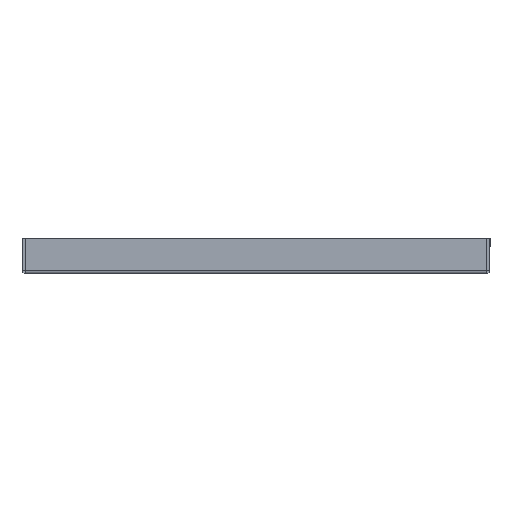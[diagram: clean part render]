
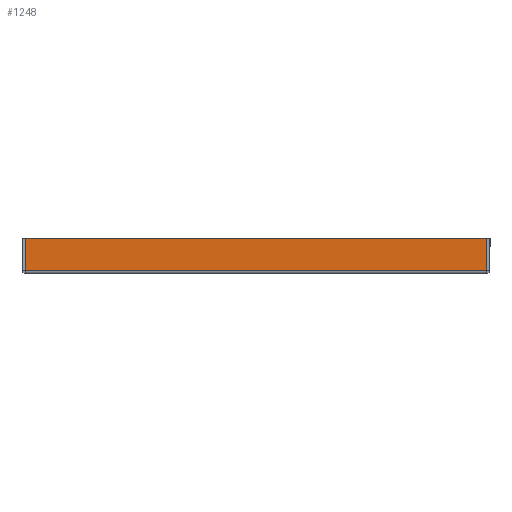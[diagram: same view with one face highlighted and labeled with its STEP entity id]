
A CAD part, left-side view. The second image highlights one B-rep face of the part: STEP entity #1248.
In plain terms, the highlighted planar face has unit normal (-1, 0, 0).
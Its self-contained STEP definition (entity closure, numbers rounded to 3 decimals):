
#640 = CARTESIAN_POINT ( 'NONE',  ( -848.5, -105.99, 1.6 ) ) ;
#646 = DIRECTION ( 'NONE',  ( 0., 1., 0. ) ) ;
#766 = AXIS2_PLACEMENT_3D ( 'NONE', #1951, #1932, #1927 ) ;
#889 = EDGE_CURVE ( 'NONE', #2569, #2617, #1539, .T. ) ;
#895 = EDGE_CURVE ( 'NONE', #2514, #2576, #1616, .T. ) ;
#896 = EDGE_CURVE ( 'NONE', #2576, #2569, #1306, .T. ) ;
#917 = EDGE_CURVE ( 'NONE', #2514, #2617, #1331, .T. ) ;
#1248 = ADVANCED_FACE ( 'NONE', ( #2738 ), #1936, .F. ) ;
#1278 = VECTOR ( 'NONE', #646, 1000. ) ;
#1306 = LINE ( 'NONE', #2411, #1590 ) ;
#1331 = LINE ( 'NONE', #640, #1278 ) ;
#1333 = VECTOR ( 'NONE', #2430, 1000. ) ;
#1360 = ORIENTED_EDGE ( 'NONE', *, *, #896, .T. ) ;
#1512 = VECTOR ( 'NONE', #2413, 1000. ) ;
#1514 = ORIENTED_EDGE ( 'NONE', *, *, #917, .F. ) ;
#1539 = LINE ( 'NONE', #2431, #1333 ) ;
#1566 = ORIENTED_EDGE ( 'NONE', *, *, #895, .T. ) ;
#1590 = VECTOR ( 'NONE', #2410, 1000. ) ;
#1616 = LINE ( 'NONE', #2418, #1512 ) ;
#1618 = ORIENTED_EDGE ( 'NONE', *, *, #889, .T. ) ;
#1927 = DIRECTION ( 'NONE',  ( 0., 0., -1. ) ) ;
#1932 = DIRECTION ( 'NONE',  ( 1., 0., 0. ) ) ;
#1936 = PLANE ( 'NONE',  #766 ) ;
#1944 = CARTESIAN_POINT ( 'NONE',  ( -848.5, -105.99, 1.6 ) ) ;
#1951 = CARTESIAN_POINT ( 'NONE',  ( -848.5, -105.99, 1.5 ) ) ;
#2197 = CARTESIAN_POINT ( 'NONE',  ( -848.5, 105.99, 16.5 ) ) ;
#2224 = CARTESIAN_POINT ( 'NONE',  ( -848.5, -105.99, 16.5 ) ) ;
#2261 = CARTESIAN_POINT ( 'NONE',  ( -848.5, 105.99, 1.6 ) ) ;
#2410 = DIRECTION ( 'NONE',  ( 0., 1., 0. ) ) ;
#2411 = CARTESIAN_POINT ( 'NONE',  ( -848.5, 105.99, 16.5 ) ) ;
#2413 = DIRECTION ( 'NONE',  ( 0., 0., 1. ) ) ;
#2418 = CARTESIAN_POINT ( 'NONE',  ( -848.5, -105.99, 16.5 ) ) ;
#2430 = DIRECTION ( 'NONE',  ( 0., 0., -1. ) ) ;
#2431 = CARTESIAN_POINT ( 'NONE',  ( -848.5, 105.99, 1.5 ) ) ;
#2514 = VERTEX_POINT ( 'NONE', #1944 ) ;
#2569 = VERTEX_POINT ( 'NONE', #2197 ) ;
#2576 = VERTEX_POINT ( 'NONE', #2224 ) ;
#2617 = VERTEX_POINT ( 'NONE', #2261 ) ;
#2738 = FACE_OUTER_BOUND ( 'NONE', #2874, .T. ) ;
#2874 = EDGE_LOOP ( 'NONE', ( #1514, #1566, #1360, #1618 ) ) ;
